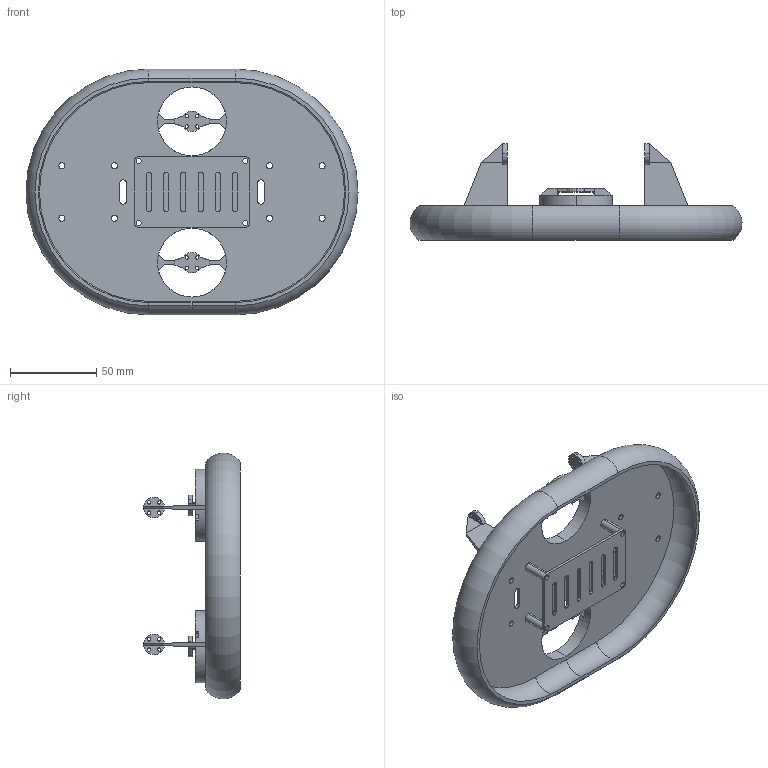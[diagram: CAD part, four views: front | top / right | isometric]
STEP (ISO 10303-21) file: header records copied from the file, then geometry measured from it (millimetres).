
FILE_DESCRIPTION (( 'STEP AP203' ), '1' );
FILE_NAME ('Complete_Assembly.STEP', '2019-10-22T09:04:56', ( '' ), ( '' ), 'SwSTEP 2.0', 'SolidWorks 2019', '' );
FILE_SCHEMA (( 'CONFIG_CONTROL_DESIGN' ));
Length unit declared in the file: millimetre
Products named in the file (4): Skirt; Main_body; Complete_Assembly; Battery_Holder
Assembly tree (3 placements, depth 2):
  Complete_Assembly
    Battery_Holder
    Main_body
    Skirt
Bounding box: 192.69 x 56 x 142.69 mm (x, y, z)
Volume: 69461.9 mm3; surface area: 81306 mm2
Topology: 3 solids, 3 shells, 290 faces, 804 edges, 518 vertices
Faces by surface type: cylinder 152, plane 134, torus 4
Entity records: 9962 total; most frequent: DIRECTION 1736, CARTESIAN_POINT 1618, ORIENTED_EDGE 1608, EDGE_CURVE 804, AXIS2_PLACEMENT_3D 636, VERTEX_POINT 518, LINE 464, VECTOR 464
